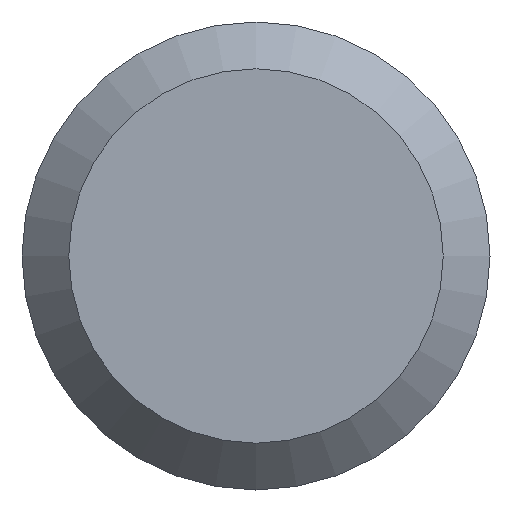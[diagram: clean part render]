
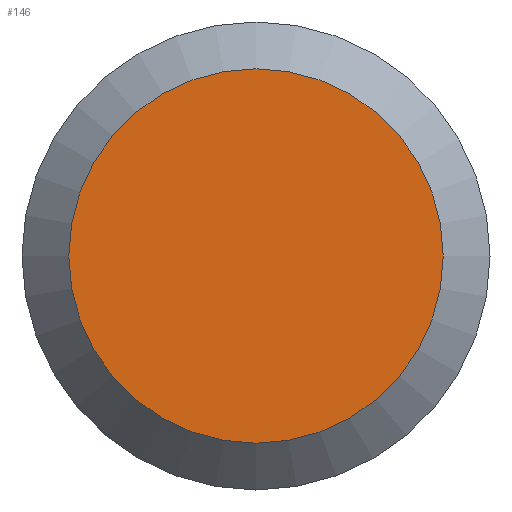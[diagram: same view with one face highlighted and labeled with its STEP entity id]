
A CAD part, left-side view. The second image highlights one B-rep face of the part: STEP entity #146.
In plain terms, the highlighted planar face has unit normal (-1, 0, 0).
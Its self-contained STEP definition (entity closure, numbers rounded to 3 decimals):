
#28 = DIRECTION ( 'NONE',  ( 1., 0., 0. ) ) ;
#43 = DIRECTION ( 'NONE',  ( 0., 0., -1. ) ) ;
#56 = ORIENTED_EDGE ( 'NONE', *, *, #194, .T. ) ;
#77 = PLANE ( 'NONE',  #87 ) ;
#87 = AXIS2_PLACEMENT_3D ( 'NONE', #190, #28, #43 ) ;
#124 = CARTESIAN_POINT ( 'NONE',  ( 0., 0., 0. ) ) ;
#142 = VERTEX_POINT ( 'NONE', #177 ) ;
#146 = ADVANCED_FACE ( 'NONE', ( #147 ), #77, .F. ) ;
#147 = FACE_OUTER_BOUND ( 'NONE', #173, .T. ) ;
#150 = DIRECTION ( 'NONE',  ( -1., 0., 0. ) ) ;
#153 = AXIS2_PLACEMENT_3D ( 'NONE', #124, #150, #193 ) ;
#166 = CIRCLE ( 'NONE', #153, 4. ) ;
#173 = EDGE_LOOP ( 'NONE', ( #56 ) ) ;
#177 = CARTESIAN_POINT ( 'NONE',  ( 0., 0., -4. ) ) ;
#190 = CARTESIAN_POINT ( 'NONE',  ( 0., 5., 0. ) ) ;
#193 = DIRECTION ( 'NONE',  ( 0., 0., -1. ) ) ;
#194 = EDGE_CURVE ( 'NONE', #142, #142, #166, .T. ) ;
